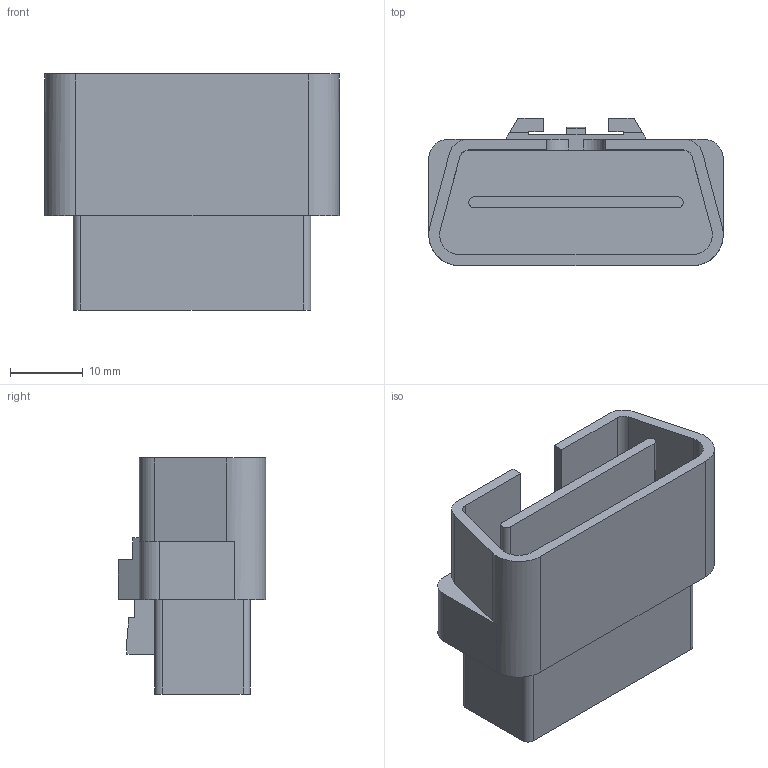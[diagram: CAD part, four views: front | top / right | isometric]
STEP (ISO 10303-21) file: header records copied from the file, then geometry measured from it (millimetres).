
FILE_DESCRIPTION(/* description */ (''),/* implementation_level */ '2;1');
FILE_NAME(/* name */ '12110252-ENV10_06-CONN.stp',/* time_stamp */ '2024-01-22T16:11:02+08:00',/* author */ (''),/* organization */ (''),/* preprocessor_version */ 'ST-DEVELOPER v16',/* originating_system */ 'SIEMENS PLM Software NX 11.0',/* authorisation */ '');
FILE_SCHEMA (('AUTOMOTIVE_DESIGN { 1 0 10303 214 3 1 1 1 }'));
Length unit declared in the file: millimetre
Products named in the file (1): 12110252-ENV10_06-CONN
Bounding box: 40.55 x 20.31 x 32.5 mm (x, y, z)
Volume: 13510.4 mm3; surface area: 6514.7 mm2
Topology: 1 solids, 1 shells, 66 faces, 189 edges, 126 vertices
Faces by surface type: plane 48, cylinder 18
Entity records: 2175 total; most frequent: CARTESIAN_POINT 382, ORIENTED_EDGE 378, DIRECTION 361, EDGE_CURVE 189, LINE 151, VECTOR 151, VERTEX_POINT 126, AXIS2_PLACEMENT_3D 105
